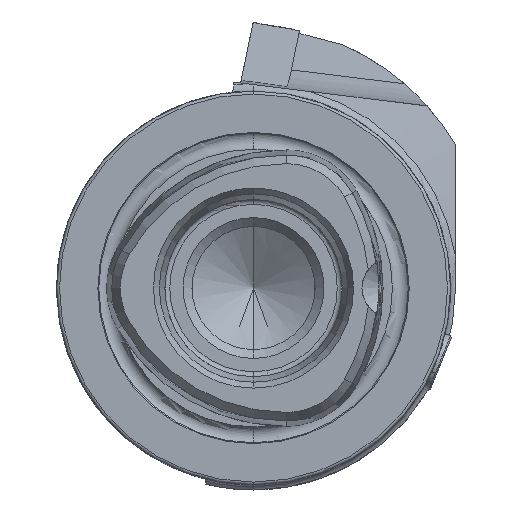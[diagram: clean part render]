
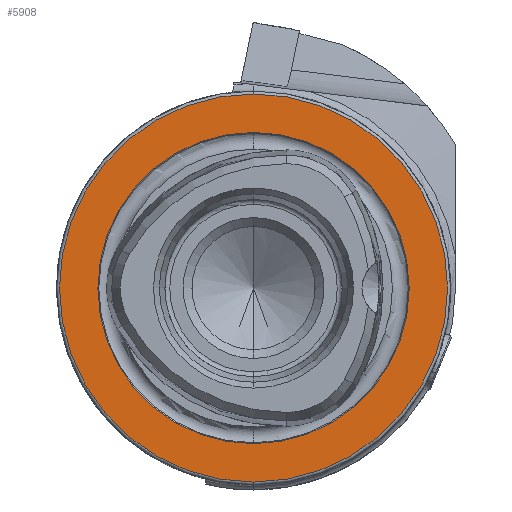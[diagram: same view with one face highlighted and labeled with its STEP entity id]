
A CAD part, left-side view. The second image highlights one B-rep face of the part: STEP entity #5908.
In plain terms, the highlighted planar face has unit normal (-1, 0, 0).
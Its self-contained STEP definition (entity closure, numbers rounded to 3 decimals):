
#2 = AXIS2_PLACEMENT_3D ( 'NONE', #1699, #1701, #1702 ) ;
#9 = AXIS2_PLACEMENT_3D ( 'NONE', #1695, #1696, #1697 ) ;
#80 = AXIS2_PLACEMENT_3D ( 'NONE', #1850, #1851, #1852 ) ;
#90 = AXIS2_PLACEMENT_3D ( 'NONE', #7580, #7581, #7582 ) ;
#146 = ORIENTED_EDGE ( 'NONE', *, *, #8892, .T. ) ;
#168 = ORIENTED_EDGE ( 'NONE', *, *, #8888, .F. ) ;
#195 = ORIENTED_EDGE ( 'NONE', *, *, #8836, .T. ) ;
#263 = ORIENTED_EDGE ( 'NONE', *, *, #8837, .F. ) ;
#1695 = CARTESIAN_POINT ( 'NONE',  ( 0., 0., 0. ) ) ;
#1696 = DIRECTION ( 'NONE',  ( -1., 0., 0. ) ) ;
#1697 = DIRECTION ( 'NONE',  ( 0., 0., 1. ) ) ;
#1699 = CARTESIAN_POINT ( 'NONE',  ( 0., 0., 0. ) ) ;
#1701 = DIRECTION ( 'NONE',  ( -1., 0., 0. ) ) ;
#1702 = DIRECTION ( 'NONE',  ( 0., 0., 1. ) ) ;
#1850 = CARTESIAN_POINT ( 'NONE',  ( 0., 0., 0. ) ) ;
#1851 = DIRECTION ( 'NONE',  ( -1., 0., 0. ) ) ;
#1852 = DIRECTION ( 'NONE',  ( 0., 0., 1. ) ) ;
#2456 = CARTESIAN_POINT ( 'NONE',  ( 0., 0., 19.7 ) ) ;
#2562 = CARTESIAN_POINT ( 'NONE',  ( 0., 0., -15.8 ) ) ;
#2565 = CARTESIAN_POINT ( 'NONE',  ( 0., 0., -19.7 ) ) ;
#2780 = CARTESIAN_POINT ( 'NONE',  ( 0., 15.8, 0. ) ) ;
#2783 = PLANE ( 'NONE',  #5156 ) ;
#2785 = DIRECTION ( 'NONE',  ( 1., 0., 0. ) ) ;
#2786 = DIRECTION ( 'NONE',  ( 0., 0., -1. ) ) ;
#3726 = CIRCLE ( 'NONE', #90, 19.7 ) ;
#3733 = CIRCLE ( 'NONE', #80, 15.8 ) ;
#3807 = CIRCLE ( 'NONE', #9, 19.7 ) ;
#3808 = CIRCLE ( 'NONE', #2, 15.8 ) ;
#5156 = AXIS2_PLACEMENT_3D ( 'NONE', #2780, #2785, #2786 ) ;
#5908 = ADVANCED_FACE ( 'NONE', ( #6142, #6150 ), #2783, .F. ) ;
#6142 = FACE_BOUND ( 'NONE', #9720, .T. ) ;
#6150 = FACE_OUTER_BOUND ( 'NONE', #9718, .T. ) ;
#7580 = CARTESIAN_POINT ( 'NONE',  ( 0., 0., 0. ) ) ;
#7581 = DIRECTION ( 'NONE',  ( -1., 0., 0. ) ) ;
#7582 = DIRECTION ( 'NONE',  ( 0., 0., 1. ) ) ;
#7656 = CARTESIAN_POINT ( 'NONE',  ( 0., 0., 15.8 ) ) ;
#8168 = VERTEX_POINT ( 'NONE', #2456 ) ;
#8591 = VERTEX_POINT ( 'NONE', #2562 ) ;
#8594 = VERTEX_POINT ( 'NONE', #2565 ) ;
#8836 = EDGE_CURVE ( 'NONE', #8594, #8168, #3807, .T. ) ;
#8837 = EDGE_CURVE ( 'NONE', #9023, #8591, #3808, .T. ) ;
#8888 = EDGE_CURVE ( 'NONE', #8591, #9023, #3733, .T. ) ;
#8892 = EDGE_CURVE ( 'NONE', #8168, #8594, #3726, .T. ) ;
#9023 = VERTEX_POINT ( 'NONE', #7656 ) ;
#9718 = EDGE_LOOP ( 'NONE', ( #146, #195 ) ) ;
#9720 = EDGE_LOOP ( 'NONE', ( #263, #168 ) ) ;
